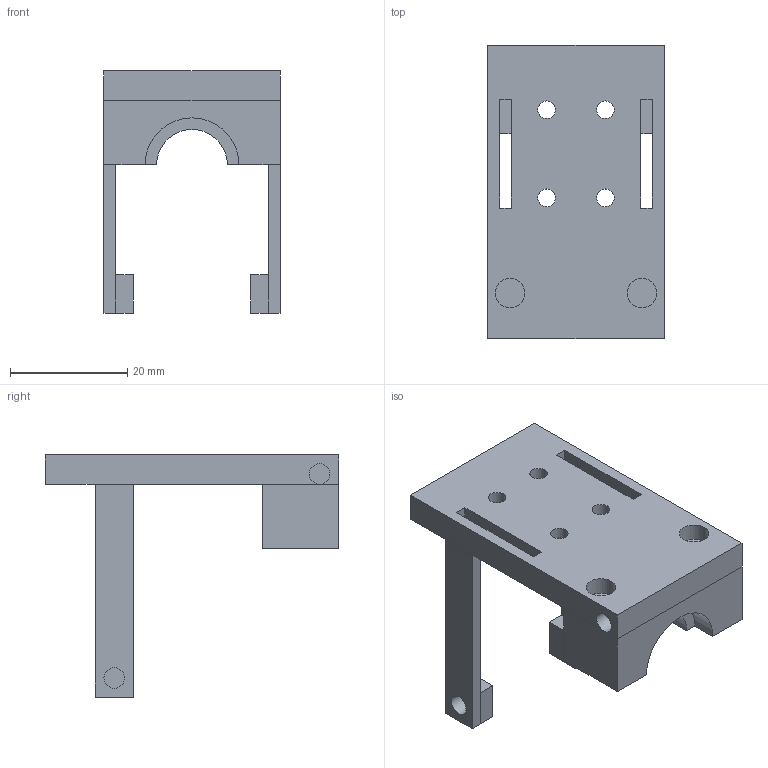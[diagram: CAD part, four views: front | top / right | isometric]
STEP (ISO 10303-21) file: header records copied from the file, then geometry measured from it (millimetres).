
FILE_DESCRIPTION(('FreeCAD Model'),'2;1');
FILE_NAME('Open CASCADE Shape Model','2023-11-04T16:04:40',(''),(''), 'Open CASCADE STEP processor 7.6','FreeCAD','Unknown');
FILE_SCHEMA(('AUTOMOTIVE_DESIGN { 1 0 10303 214 1 1 1 1 }'));
Length unit declared in the file: millimetre
Products named in the file (1): backplate
Bounding box: 30 x 50 x 41.25 mm (x, y, z)
Volume: 10673.9 mm3; surface area: 7021.4 mm2
Topology: 1 solids, 1 shells, 73 faces, 167 edges, 104 vertices
Faces by surface type: plane 54, cylinder 19
Full cylindrical faces by diameter (mm): 3 x4, 3.5 x4, 5 x4, 7 x4
Entity records: 2075 total; most frequent: DIRECTION 355, CARTESIAN_POINT 345, ORIENTED_EDGE 334, EDGE_CURVE 167, LINE 127, VECTOR 127, AXIS2_PLACEMENT_3D 114, VERTEX_POINT 104
